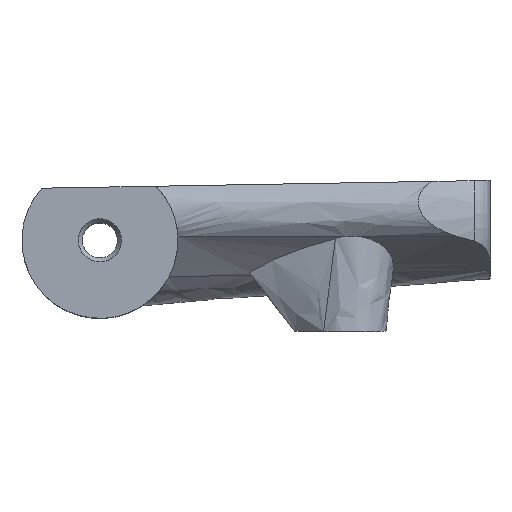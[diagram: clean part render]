
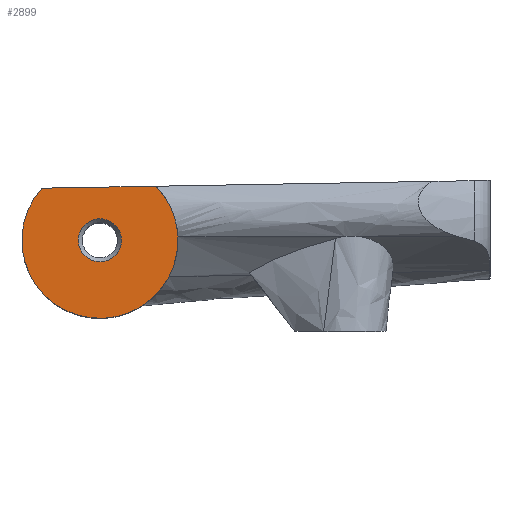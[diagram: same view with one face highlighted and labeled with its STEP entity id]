
A CAD part, top view. The second image highlights one B-rep face of the part: STEP entity #2899.
In plain terms, the highlighted planar face has unit normal (0, 0, 1).
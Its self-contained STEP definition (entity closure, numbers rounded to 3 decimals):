
#89 = CYLINDRICAL_SURFACE('',#90,6.);
#90 = AXIS2_PLACEMENT_3D('',#91,#92,#93);
#91 = CARTESIAN_POINT('',(12.,33.,268.05));
#92 = DIRECTION('',(0.,0.,-1.));
#93 = DIRECTION('',(1.,0.,0.));
#342 = PLANE('',#343);
#343 = AXIS2_PLACEMENT_3D('',#344,#345,#346);
#344 = CARTESIAN_POINT('',(7.,37.,0.));
#345 = DIRECTION('',(-0.018,1.,
    0.));
#346 = DIRECTION('',(1.,0.018,
    0.));
#816 = VERTEX_POINT('',#817);
#817 = CARTESIAN_POINT('',(7.536,37.009,282.95));
#839 = EDGE_CURVE('',#816,#840,#842,.T.);
#840 = VERTEX_POINT('',#841);
#841 = CARTESIAN_POINT('',(16.32,37.164,282.95));
#842 = SURFACE_CURVE('',#843,(#847,#853),.PCURVE_S1.);
#843 = LINE('',#844,#845);
#844 = CARTESIAN_POINT('',(9.464,37.043,282.95));
#845 = VECTOR('',#846,1.);
#846 = DIRECTION('',(1.,0.018,
    0.));
#847 = PCURVE('',#342,#848);
#848 = DEFINITIONAL_REPRESENTATION('',(#849),#852);
#849 = B_SPLINE_CURVE_WITH_KNOTS('',1,(#850,#851),.UNSPECIFIED.,.F.,.F.,
  (2,2),(-2.465,8.537),.PIECEWISE_BEZIER_KNOTS.);
#850 = CARTESIAN_POINT('',(0.,-282.95));
#851 = CARTESIAN_POINT('',(11.002,-282.95));
#852 = ( GEOMETRIC_REPRESENTATION_CONTEXT(2) 
PARAMETRIC_REPRESENTATION_CONTEXT() REPRESENTATION_CONTEXT('2D SPACE',''
  ) );
#853 = PCURVE('',#854,#859);
#854 = PLANE('',#855);
#855 = AXIS2_PLACEMENT_3D('',#856,#857,#858);
#856 = CARTESIAN_POINT('',(12.,33.,282.95));
#857 = DIRECTION('',(0.,0.,-1.));
#858 = DIRECTION('',(0.,1.,0.));
#859 = DEFINITIONAL_REPRESENTATION('',(#860),#863);
#860 = B_SPLINE_CURVE_WITH_KNOTS('',1,(#861,#862),.UNSPECIFIED.,.F.,.F.,
  (2,2),(-2.465,8.537),.PIECEWISE_BEZIER_KNOTS.);
#861 = CARTESIAN_POINT('',(4.,-5.));
#862 = CARTESIAN_POINT('',(4.193,6.));
#863 = ( GEOMETRIC_REPRESENTATION_CONTEXT(2) 
PARAMETRIC_REPRESENTATION_CONTEXT() REPRESENTATION_CONTEXT('2D SPACE',''
  ) );
#1710 = EDGE_CURVE('',#816,#1711,#1713,.T.);
#1711 = VERTEX_POINT('',#1712);
#1712 = CARTESIAN_POINT('',(18.,33.,282.95));
#1713 = SURFACE_CURVE('',#1714,(#1719,#1726),.PCURVE_S1.);
#1714 = CIRCLE('',#1715,6.);
#1715 = AXIS2_PLACEMENT_3D('',#1716,#1717,#1718);
#1716 = CARTESIAN_POINT('',(12.,33.,282.95));
#1717 = DIRECTION('',(-0.,0.,1.));
#1718 = DIRECTION('',(1.,0.,0.));
#1719 = PCURVE('',#89,#1720);
#1720 = DEFINITIONAL_REPRESENTATION('',(#1721),#1725);
#1721 = LINE('',#1722,#1723);
#1722 = CARTESIAN_POINT('',(0.,-14.9));
#1723 = VECTOR('',#1724,1.);
#1724 = DIRECTION('',(-1.,0.));
#1725 = ( GEOMETRIC_REPRESENTATION_CONTEXT(2) 
PARAMETRIC_REPRESENTATION_CONTEXT() REPRESENTATION_CONTEXT('2D SPACE',''
  ) );
#1726 = PCURVE('',#854,#1727);
#1727 = DEFINITIONAL_REPRESENTATION('',(#1728),#1736);
#1728 = ( BOUNDED_CURVE() B_SPLINE_CURVE(2,(#1729,#1730,#1731,#1732,
#1733,#1734,#1735),.UNSPECIFIED.,.T.,.F.) B_SPLINE_CURVE_WITH_KNOTS((1,2
    ,2,2,2,1),(-2.094,0.,2.094,4.189,
6.283,8.378),.UNSPECIFIED.) CURVE() 
GEOMETRIC_REPRESENTATION_ITEM() RATIONAL_B_SPLINE_CURVE((1.,0.5,1.,0.5,
1.,0.5,1.)) REPRESENTATION_ITEM('') );
#1729 = CARTESIAN_POINT('',(0.,6.));
#1730 = CARTESIAN_POINT('',(10.392,6.));
#1731 = CARTESIAN_POINT('',(5.196,-3.));
#1732 = CARTESIAN_POINT('',(0.,-12.));
#1733 = CARTESIAN_POINT('',(-5.196,-3.));
#1734 = CARTESIAN_POINT('',(-10.392,6.));
#1735 = CARTESIAN_POINT('',(0.,6.));
#1736 = ( GEOMETRIC_REPRESENTATION_CONTEXT(2) 
PARAMETRIC_REPRESENTATION_CONTEXT() REPRESENTATION_CONTEXT('2D SPACE',''
  ) );
#1738 = EDGE_CURVE('',#1711,#840,#1739,.T.);
#1739 = SURFACE_CURVE('',#1740,(#1745,#1752),.PCURVE_S1.);
#1740 = CIRCLE('',#1741,6.);
#1741 = AXIS2_PLACEMENT_3D('',#1742,#1743,#1744);
#1742 = CARTESIAN_POINT('',(12.,33.,282.95));
#1743 = DIRECTION('',(-0.,0.,1.));
#1744 = DIRECTION('',(1.,0.,0.));
#1745 = PCURVE('',#89,#1746);
#1746 = DEFINITIONAL_REPRESENTATION('',(#1747),#1751);
#1747 = LINE('',#1748,#1749);
#1748 = CARTESIAN_POINT('',(-6.283,-14.9));
#1749 = VECTOR('',#1750,1.);
#1750 = DIRECTION('',(-1.,0.));
#1751 = ( GEOMETRIC_REPRESENTATION_CONTEXT(2) 
PARAMETRIC_REPRESENTATION_CONTEXT() REPRESENTATION_CONTEXT('2D SPACE',''
  ) );
#1752 = PCURVE('',#854,#1753);
#1753 = DEFINITIONAL_REPRESENTATION('',(#1754),#1762);
#1754 = ( BOUNDED_CURVE() B_SPLINE_CURVE(2,(#1755,#1756,#1757,#1758,
#1759,#1760,#1761),.UNSPECIFIED.,.T.,.F.) B_SPLINE_CURVE_WITH_KNOTS((1,2
    ,2,2,2,1),(-2.094,0.,2.094,4.189,
6.283,8.378),.UNSPECIFIED.) CURVE() 
GEOMETRIC_REPRESENTATION_ITEM() RATIONAL_B_SPLINE_CURVE((1.,0.5,1.,0.5,
1.,0.5,1.)) REPRESENTATION_ITEM('') );
#1755 = CARTESIAN_POINT('',(0.,6.));
#1756 = CARTESIAN_POINT('',(10.392,6.));
#1757 = CARTESIAN_POINT('',(5.196,-3.));
#1758 = CARTESIAN_POINT('',(0.,-12.));
#1759 = CARTESIAN_POINT('',(-5.196,-3.));
#1760 = CARTESIAN_POINT('',(-10.392,6.));
#1761 = CARTESIAN_POINT('',(0.,6.));
#1762 = ( GEOMETRIC_REPRESENTATION_CONTEXT(2) 
PARAMETRIC_REPRESENTATION_CONTEXT() REPRESENTATION_CONTEXT('2D SPACE',''
  ) );
#2899 = ADVANCED_FACE('',(#2900,#2905),#854,.F.);
#2900 = FACE_BOUND('',#2901,.F.);
#2901 = EDGE_LOOP('',(#2902,#2903,#2904));
#2902 = ORIENTED_EDGE('',*,*,#1738,.F.);
#2903 = ORIENTED_EDGE('',*,*,#1710,.F.);
#2904 = ORIENTED_EDGE('',*,*,#839,.T.);
#2905 = FACE_BOUND('',#2906,.F.);
#2906 = EDGE_LOOP('',(#2907));
#2907 = ORIENTED_EDGE('',*,*,#2908,.T.);
#2908 = EDGE_CURVE('',#2909,#2909,#2911,.T.);
#2909 = VERTEX_POINT('',#2910);
#2910 = CARTESIAN_POINT('',(13.658,33.,282.95));
#2911 = SURFACE_CURVE('',#2912,(#2917,#2928),.PCURVE_S1.);
#2912 = CIRCLE('',#2913,1.658);
#2913 = AXIS2_PLACEMENT_3D('',#2914,#2915,#2916);
#2914 = CARTESIAN_POINT('',(12.,33.,282.95));
#2915 = DIRECTION('',(0.,0.,1.));
#2916 = DIRECTION('',(1.,0.,0.));
#2917 = PCURVE('',#854,#2918);
#2918 = DEFINITIONAL_REPRESENTATION('',(#2919),#2927);
#2919 = ( BOUNDED_CURVE() B_SPLINE_CURVE(2,(#2920,#2921,#2922,#2923,
#2924,#2925,#2926),.UNSPECIFIED.,.T.,.F.) B_SPLINE_CURVE_WITH_KNOTS((1,2
    ,2,2,2,1),(-2.094,0.,2.094,4.189,
6.283,8.378),.UNSPECIFIED.) CURVE() 
GEOMETRIC_REPRESENTATION_ITEM() RATIONAL_B_SPLINE_CURVE((1.,0.5,1.,0.5,
1.,0.5,1.)) REPRESENTATION_ITEM('') );
#2920 = CARTESIAN_POINT('',(0.,1.658));
#2921 = CARTESIAN_POINT('',(2.872,1.658));
#2922 = CARTESIAN_POINT('',(1.436,-0.829));
#2923 = CARTESIAN_POINT('',(0.,-3.316));
#2924 = CARTESIAN_POINT('',(-1.436,-0.829));
#2925 = CARTESIAN_POINT('',(-2.872,1.658));
#2926 = CARTESIAN_POINT('',(0.,1.658));
#2927 = ( GEOMETRIC_REPRESENTATION_CONTEXT(2) 
PARAMETRIC_REPRESENTATION_CONTEXT() REPRESENTATION_CONTEXT('2D SPACE',''
  ) );
#2928 = PCURVE('',#2929,#2934);
#2929 = CONICAL_SURFACE('',#2930,1.35,0.698);
#2930 = AXIS2_PLACEMENT_3D('',#2931,#2932,#2933);
#2931 = CARTESIAN_POINT('',(12.,33.,282.583));
#2932 = DIRECTION('',(0.,0.,1.));
#2933 = DIRECTION('',(1.,0.,0.));
#2934 = DEFINITIONAL_REPRESENTATION('',(#2935),#2939);
#2935 = LINE('',#2936,#2937);
#2936 = CARTESIAN_POINT('',(-6.283,0.367));
#2937 = VECTOR('',#2938,1.);
#2938 = DIRECTION('',(1.,-0.));
#2939 = ( GEOMETRIC_REPRESENTATION_CONTEXT(2) 
PARAMETRIC_REPRESENTATION_CONTEXT() REPRESENTATION_CONTEXT('2D SPACE',''
  ) );
